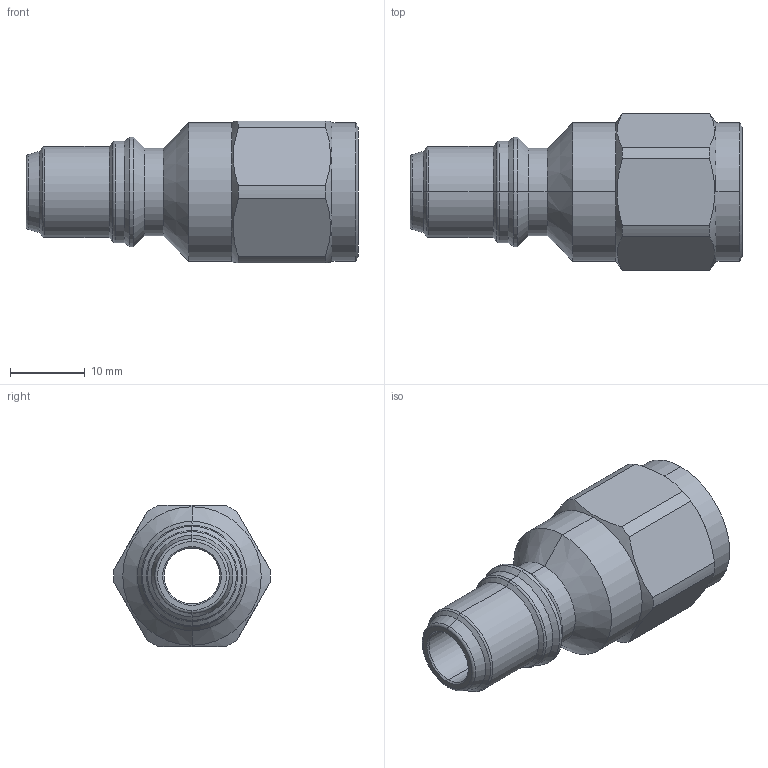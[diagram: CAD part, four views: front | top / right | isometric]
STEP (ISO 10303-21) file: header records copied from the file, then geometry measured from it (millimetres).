
FILE_DESCRIPTION (( 'STEP AP214' ), '1' );
FILE_NAME ('2520 UV.STEP', '2015-09-03T13:17:49', ( 'admin' ), ( 'Microsoft' ), 'SwSTEP 2.0', 'SolidWorks 2009', '' );
FILE_SCHEMA (( 'AUTOMOTIVE_DESIGN' ));
Length unit declared in the file: millimetre
Products named in the file (1): 2520 UV
Bounding box: 44.5 x 20.99 x 19 mm (x, y, z)
Volume: 6644.2 mm3; surface area: 3881.8 mm2
Topology: 1 solids, 1 shells, 59 faces, 132 edges, 76 vertices
Faces by surface type: cylinder 22, cone 22, plane 9, torus 6
Entity records: 1747 total; most frequent: CARTESIAN_POINT 396, DIRECTION 302, ORIENTED_EDGE 264, EDGE_CURVE 132, AXIS2_PLACEMENT_3D 126, VERTEX_POINT 76, CIRCLE 66, EDGE_LOOP 62
